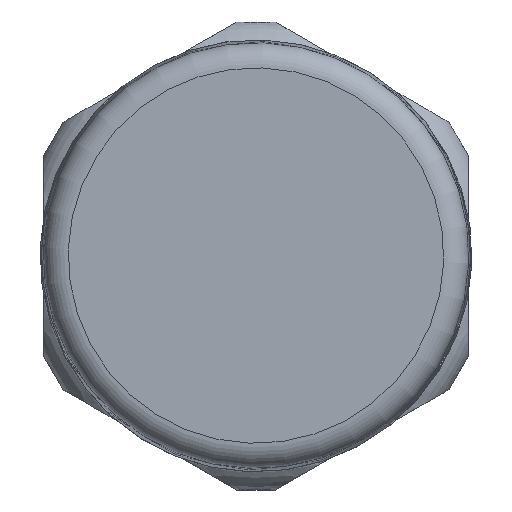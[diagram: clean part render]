
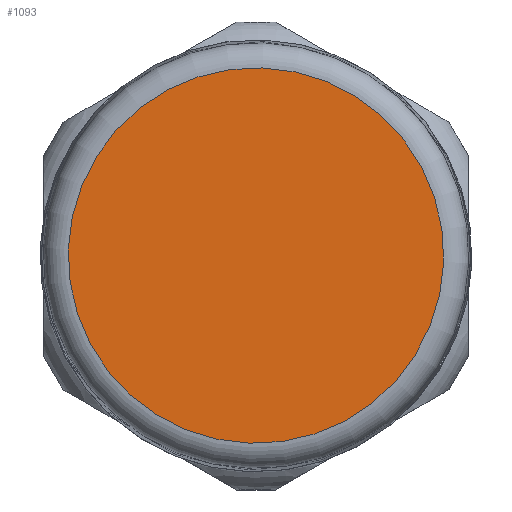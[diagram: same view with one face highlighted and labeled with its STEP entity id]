
A CAD part, top view. The second image highlights one B-rep face of the part: STEP entity #1093.
In plain terms, the highlighted face is planar.
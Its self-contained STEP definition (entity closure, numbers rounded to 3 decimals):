
#206=PLANE('',#1240);
#301=FACE_OUTER_BOUND('',#390,.T.);
#390=EDGE_LOOP('',(#835));
#498=CIRCLE('',#1238,7.518);
#577=VERTEX_POINT('',#1935);
#684=EDGE_CURVE('',#577,#577,#498,.T.);
#835=ORIENTED_EDGE('',*,*,#684,.F.);
#1093=ADVANCED_FACE('',(#301),#206,.T.);
#1238=AXIS2_PLACEMENT_3D('',#1936,#1431,#1432);
#1240=AXIS2_PLACEMENT_3D('',#1939,#1435,#1436);
#1431=DIRECTION('center_axis',(1.,0.,0.));
#1432=DIRECTION('ref_axis',(0.,-1.,0.));
#1435=DIRECTION('center_axis',(-1.,0.,0.));
#1436=DIRECTION('ref_axis',(0.,0.,1.));
#1935=CARTESIAN_POINT('',(-8.1,7.518,0.));
#1936=CARTESIAN_POINT('Origin',(-8.1,0.,0.));
#1939=CARTESIAN_POINT('Origin',(-8.1,8.5,0.));
